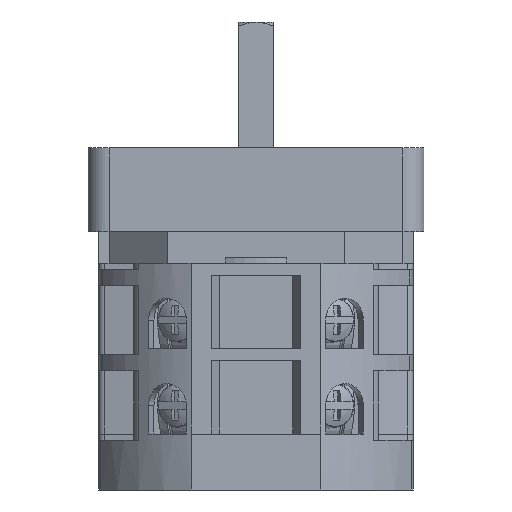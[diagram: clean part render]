
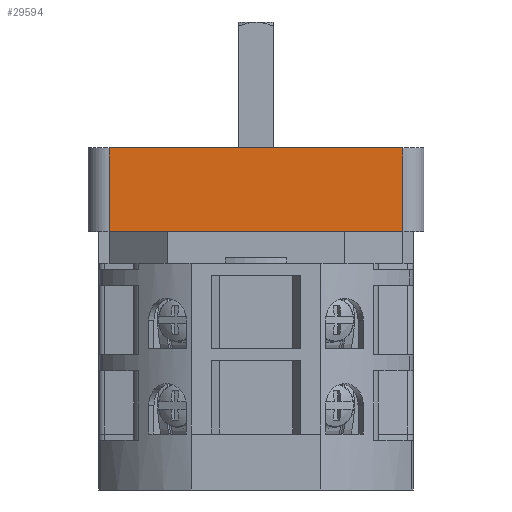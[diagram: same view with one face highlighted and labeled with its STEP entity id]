
A CAD part, front view. The second image highlights one B-rep face of the part: STEP entity #29594.
In plain terms, the highlighted planar face has unit normal (0, -1, 0).
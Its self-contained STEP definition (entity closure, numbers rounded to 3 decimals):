
#11207=DIRECTION('',(0.,0.,-1.));
#11208=VECTOR('',#11207,12.);
#11209=CARTESIAN_POINT('',(-21.,-24.,16.5));
#11210=LINE('',#11209,#11208);
#11211=DIRECTION('',(0.,0.,-1.));
#11212=VECTOR('',#11211,12.);
#11213=CARTESIAN_POINT('',(21.,-24.,16.5));
#11214=LINE('',#11213,#11212);
#11215=DIRECTION('',(1.,0.,0.));
#11216=VECTOR('',#11215,42.);
#11217=CARTESIAN_POINT('',(-21.,-24.,4.5));
#11218=LINE('',#11217,#11216);
#11254=DIRECTION('',(1.,0.,0.));
#11255=VECTOR('',#11254,42.);
#11256=CARTESIAN_POINT('',(-21.,-24.,16.5));
#11257=LINE('',#11256,#11255);
#16161=CARTESIAN_POINT('',(-21.,-24.,4.5));
#16163=VERTEX_POINT('',#16161);
#16167=CARTESIAN_POINT('',(-21.,-24.,16.5));
#16168=VERTEX_POINT('',#16167);
#16178=CARTESIAN_POINT('',(21.,-24.,4.5));
#16180=VERTEX_POINT('',#16178);
#16181=CARTESIAN_POINT('',(21.,-24.,16.5));
#16182=VERTEX_POINT('',#16181);
#29581=CARTESIAN_POINT('',(-24.,-24.,0.));
#29582=DIRECTION('',(0.,-1.,0.));
#29583=DIRECTION('',(1.,0.,0.));
#29584=AXIS2_PLACEMENT_3D('',#29581,#29582,#29583);
#29585=PLANE('',#29584);
#29587=ORIENTED_EDGE('',*,*,#29586,.F.);
#29589=ORIENTED_EDGE('',*,*,#29588,.T.);
#29590=ORIENTED_EDGE('',*,*,#29573,.T.);
#29591=ORIENTED_EDGE('',*,*,#29488,.F.);
#29592=EDGE_LOOP('',(#29587,#29589,#29590,#29591));
#29593=FACE_OUTER_BOUND('',#29592,.F.);
#29488=EDGE_CURVE('',#16163,#16180,#11218,.T.);
#29573=EDGE_CURVE('',#16182,#16180,#11214,.T.);
#29586=EDGE_CURVE('',#16168,#16163,#11210,.T.);
#29588=EDGE_CURVE('',#16168,#16182,#11257,.T.);
#29594=ADVANCED_FACE('',(#29593),#29585,.T.);
